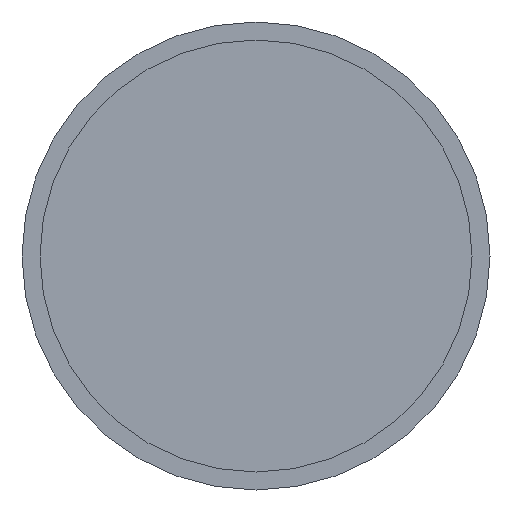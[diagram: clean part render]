
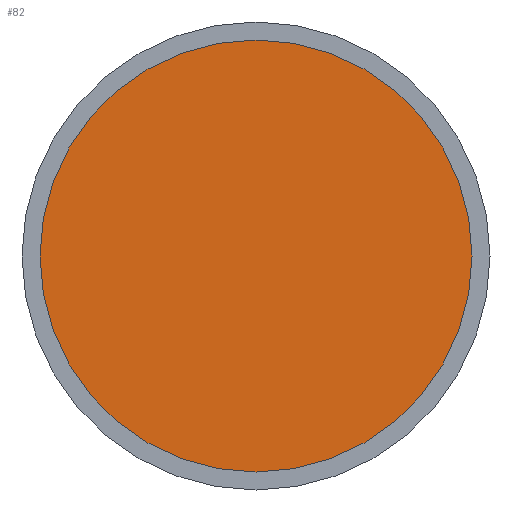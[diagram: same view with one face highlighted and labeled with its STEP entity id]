
A CAD part, front view. The second image highlights one B-rep face of the part: STEP entity #82.
In plain terms, the highlighted planar face has unit normal (0, -1, 0).
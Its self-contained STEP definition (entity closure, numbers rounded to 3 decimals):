
#82 = ADVANCED_FACE( '', ( #180 ), #181, .F. );
#180 = FACE_OUTER_BOUND( '', #329, .T. );
#181 = PLANE( '', #330 );
#329 = EDGE_LOOP( '', ( #480 ) );
#330 = AXIS2_PLACEMENT_3D( '', #481, #482, #483 );
#480 = ORIENTED_EDGE( '', *, *, #671, .T. );
#481 = CARTESIAN_POINT( '', ( 30., 3., 0. ) );
#482 = DIRECTION( '', ( 0., 1., 0. ) );
#483 = DIRECTION( '', ( 0., 0., 1. ) );
#671 = EDGE_CURVE( '', #782, #782, #783, .T. );
#782 = VERTEX_POINT( '', #921 );
#783 = CIRCLE( '', #922, 30. );
#921 = CARTESIAN_POINT( '', ( 0., 3., -30. ) );
#922 = AXIS2_PLACEMENT_3D( '', #1043, #1044, #1045 );
#1043 = CARTESIAN_POINT( '', ( 0., 3., 0. ) );
#1044 = DIRECTION( '', ( 0., -1., 0. ) );
#1045 = DIRECTION( '', ( 0., 0., -1. ) );
